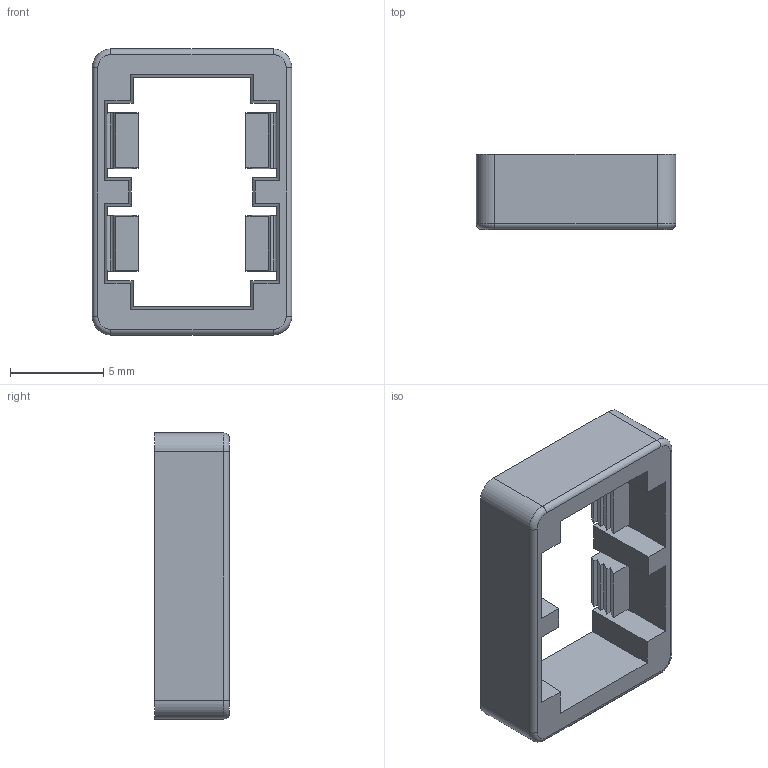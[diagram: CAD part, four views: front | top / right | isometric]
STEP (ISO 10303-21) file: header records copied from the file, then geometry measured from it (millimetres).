
FILE_DESCRIPTION (( 'STEP AP203' ), '1' );
FILE_NAME ('55-00140.STEP', '2020-08-26T00:06:47', ( '' ), ( '' ), 'SwSTEP 2.0', 'SolidWorks 2015', '' );
FILE_SCHEMA (( 'CONFIG_CONTROL_DESIGN' ));
Length unit declared in the file: millimetre
Products named in the file (1): 55-00140
Bounding box: 10.67 x 4 x 15.3 mm (x, y, z)
Volume: 263 mm3; surface area: 601.9 mm2
Topology: 1 solids, 1 shells, 90 faces, 256 edges, 168 vertices
Faces by surface type: plane 70, cylinder 16, torus 4
Entity records: 2957 total; most frequent: CARTESIAN_POINT 563, ORIENTED_EDGE 512, DIRECTION 442, EDGE_CURVE 256, LINE 220, VECTOR 220, VERTEX_POINT 168, AXIS2_PLACEMENT_3D 111
